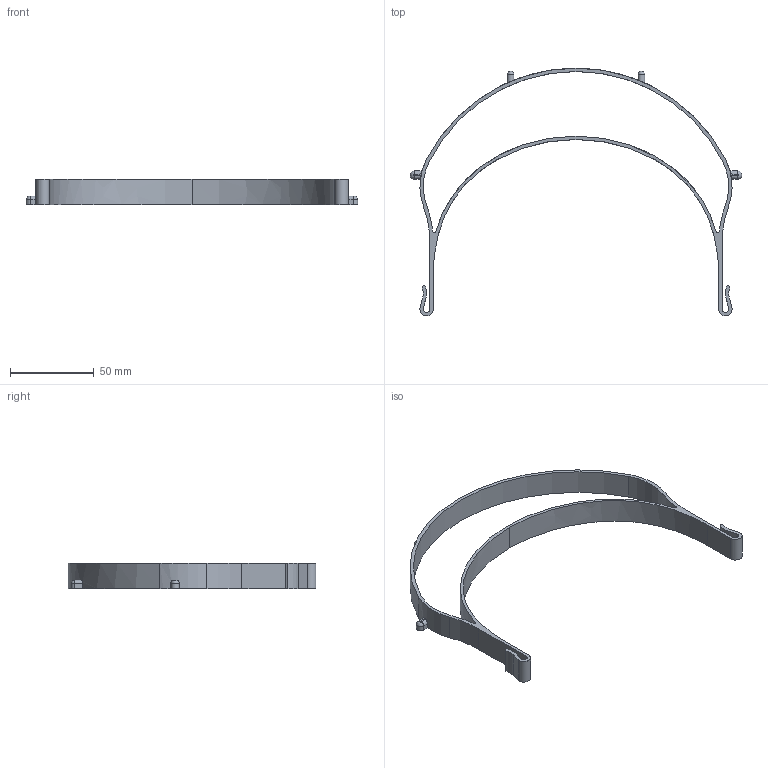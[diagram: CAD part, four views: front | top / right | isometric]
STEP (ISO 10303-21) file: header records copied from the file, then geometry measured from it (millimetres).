
FILE_DESCRIPTION(('CATIA V5 STEP Exchange'),'2;1');
FILE_NAME('visiere_bordeaux.stp','2020-03-28T08:30:05+00:00',('none'),('none'),'CATIA Version 5 Release 20 SP 1 (IN-10)','CATIA V5 STEP AP203','none');
FILE_SCHEMA(('CONFIG_CONTROL_DESIGN'));
Length unit declared in the file: millimetre
Products named in the file (1): Prusa_RC2_Headband-Original-01
Bounding box: 197.4 x 147.5 x 15 mm (x, y, z)
Volume: 20479 mm3; surface area: 22903 mm2
Topology: 1 solids, 1 shells, 60 faces, 176 edges, 116 vertices
Faces by surface type: cylinder 32, plane 20, extrusion 4, revolution 2, sphere 2
Entity records: 2149 total; most frequent: CARTESIAN_POINT 552, ORIENTED_EDGE 348, DIRECTION 270, EDGE_CURVE 174, AXIS2_PLACEMENT_3D 126, VERTEX_POINT 116, VECTOR 90, LINE 86
